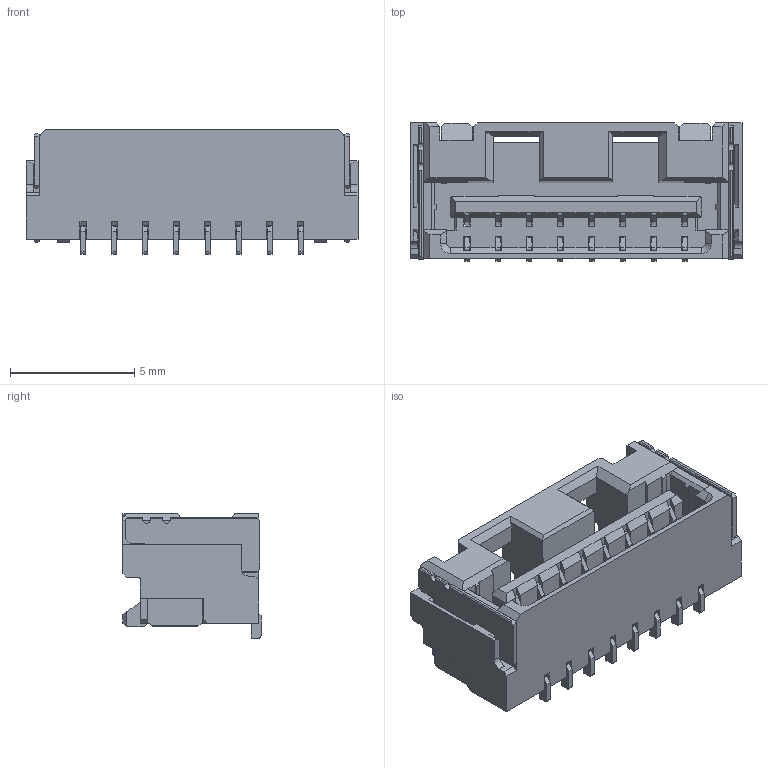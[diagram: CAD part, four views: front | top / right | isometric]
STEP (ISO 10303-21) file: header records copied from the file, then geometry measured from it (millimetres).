
FILE_DESCRIPTION((''),'2;1');
FILE_NAME('5023860870','2008-09-22T',('gga'),(''),'PRO/ENGINEER BY PARAMETRIC TECHNOLOGY CORPORATION, 2003451','PRO/ENGINEER BY PARAMETRIC TECHNOLOGY CORPORATION, 2003451','');
FILE_SCHEMA(('CONFIG_CONTROL_DESIGN'));
Length unit declared in the file: millimetre
Products named in the file (1): 5023860870
Bounding box: 13.35 x 5.55 x 5 mm (x, y, z)
Volume: 171.8 mm3; surface area: 726 mm2
Topology: 1 solids, 1 shells, 719 faces, 2324 edges, 1532 vertices
Faces by surface type: plane 597, cylinder 120, cone 2
Entity records: 25317 total; most frequent: ORIENTED_EDGE 4568, CARTESIAN_POINT 4560, DIRECTION 3994, EDGE_CURVE 2284, VECTOR 2078, LINE 2078, VERTEX_POINT 1492, AXIS2_PLACEMENT_3D 958
